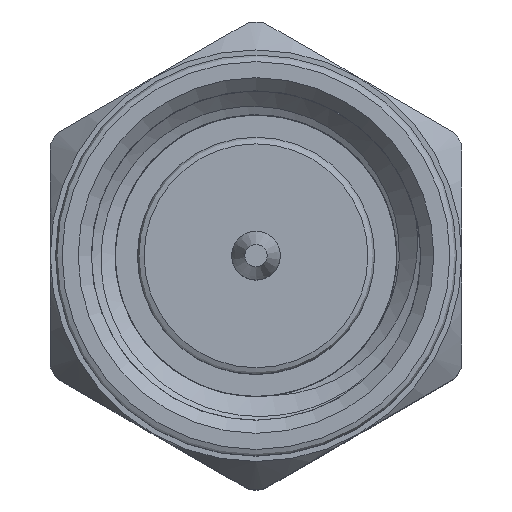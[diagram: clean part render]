
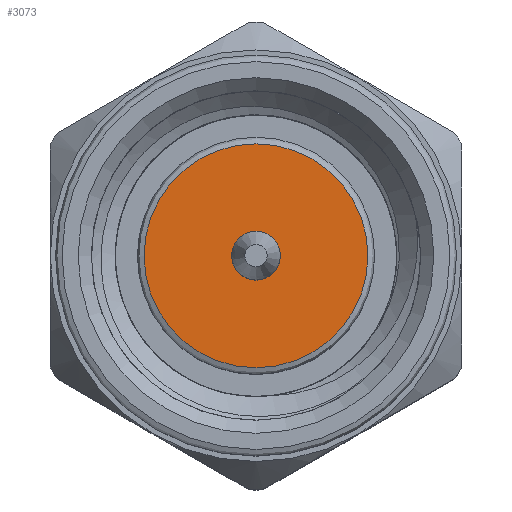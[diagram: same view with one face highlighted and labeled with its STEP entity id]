
A CAD part, top view. The second image highlights one B-rep face of the part: STEP entity #3073.
In plain terms, the highlighted face is planar.
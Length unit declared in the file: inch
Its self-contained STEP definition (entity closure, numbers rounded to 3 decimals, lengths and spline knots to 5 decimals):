
#180 = CARTESIAN_POINT ( 'NONE',  ( -0.76, 0., 0.0185 ) ) ;
#540 = CARTESIAN_POINT ( 'NONE',  ( -0.76, 0., 0. ) ) ;
#641 = PLANE ( 'NONE',  #6407 ) ;
#650 = AXIS2_PLACEMENT_3D ( 'NONE', #540, #2262, #7289 ) ;
#1418 = EDGE_LOOP ( 'NONE', ( #3677 ) ) ;
#2262 = DIRECTION ( 'NONE',  ( -1., 0., 0. ) ) ;
#3073 = ADVANCED_FACE ( 'NONE', ( #9693, #8090 ), #641, .T. ) ;
#3111 = CARTESIAN_POINT ( 'NONE',  ( -0.76, 0.15225, 0. ) ) ;
#3470 = EDGE_CURVE ( 'NONE', #7514, #7514, #9317, .T. ) ;
#3677 = ORIENTED_EDGE ( 'NONE', *, *, #3470, .F. ) ;
#3768 = ORIENTED_EDGE ( 'NONE', *, *, #8793, .T. ) ;
#4177 = CARTESIAN_POINT ( 'NONE',  ( -0.76, 0., 0.085 ) ) ;
#4190 = AXIS2_PLACEMENT_3D ( 'NONE', #8929, #10526, #7163 ) ;
#5273 = CIRCLE ( 'NONE', #650, 0.085 ) ;
#6407 = AXIS2_PLACEMENT_3D ( 'NONE', #3111, #6422, #7222 ) ;
#6422 = DIRECTION ( 'NONE',  ( -1., 0., 0. ) ) ;
#6477 = VERTEX_POINT ( 'NONE', #4177 ) ;
#7163 = DIRECTION ( 'NONE',  ( 0., 0., 1. ) ) ;
#7222 = DIRECTION ( 'NONE',  ( 0., 0., 1. ) ) ;
#7289 = DIRECTION ( 'NONE',  ( 0., 0., 1. ) ) ;
#7514 = VERTEX_POINT ( 'NONE', #180 ) ;
#8090 = FACE_BOUND ( 'NONE', #1418, .T. ) ;
#8764 = EDGE_LOOP ( 'NONE', ( #3768 ) ) ;
#8793 = EDGE_CURVE ( 'NONE', #6477, #6477, #5273, .T. ) ;
#8929 = CARTESIAN_POINT ( 'NONE',  ( -0.76, 0., 0. ) ) ;
#9317 = CIRCLE ( 'NONE', #4190, 0.0185 ) ;
#9693 = FACE_OUTER_BOUND ( 'NONE', #8764, .T. ) ;
#10526 = DIRECTION ( 'NONE',  ( -1., 0., 0. ) ) ;
